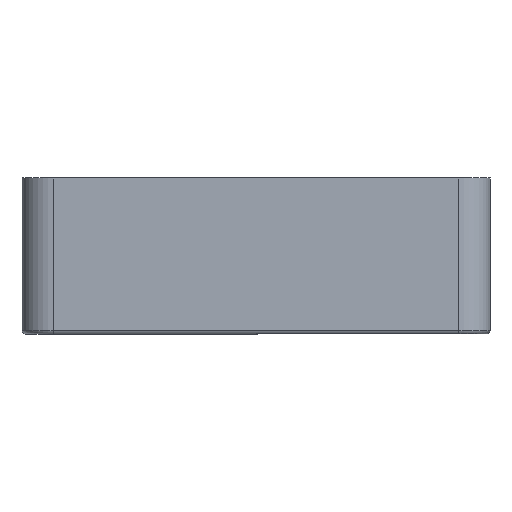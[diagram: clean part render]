
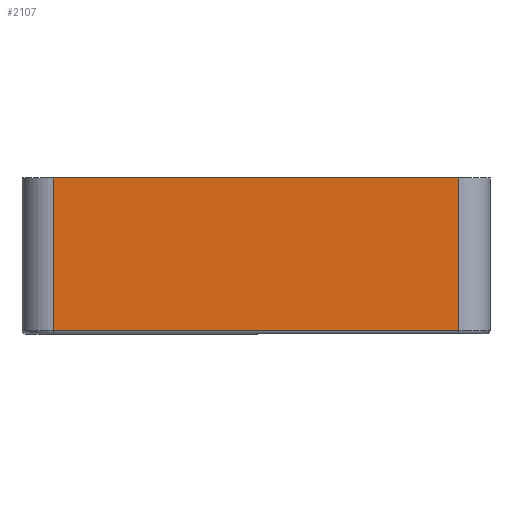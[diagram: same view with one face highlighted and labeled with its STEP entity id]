
A CAD part, front view. The second image highlights one B-rep face of the part: STEP entity #2107.
In plain terms, the highlighted planar face has unit normal (0, -1, 0).
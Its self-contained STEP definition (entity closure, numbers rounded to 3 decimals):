
#73 = PLANE('',#74);
#74 = AXIS2_PLACEMENT_3D('',#75,#76,#77);
#75 = CARTESIAN_POINT('',(0.,0.,40.));
#76 = DIRECTION('',(0.,0.,1.));
#77 = DIRECTION('',(1.,0.,0.));
#580 = VERTEX_POINT('',#581);
#581 = CARTESIAN_POINT('',(-52.,-80.,40.));
#600 = CYLINDRICAL_SURFACE('',#601,8.);
#601 = AXIS2_PLACEMENT_3D('',#602,#603,#604);
#602 = CARTESIAN_POINT('',(-52.,-72.,0.));
#603 = DIRECTION('',(0.,0.,-1.));
#604 = DIRECTION('',(1.,0.,0.));
#612 = EDGE_CURVE('',#613,#580,#615,.T.);
#613 = VERTEX_POINT('',#614);
#614 = CARTESIAN_POINT('',(52.,-80.,40.));
#615 = SURFACE_CURVE('',#616,(#620,#627),.PCURVE_S1.);
#616 = LINE('',#617,#618);
#617 = CARTESIAN_POINT('',(0.,-80.,40.));
#618 = VECTOR('',#619,1.);
#619 = DIRECTION('',(-1.,-0.,-0.));
#620 = PCURVE('',#73,#621);
#621 = DEFINITIONAL_REPRESENTATION('',(#622),#626);
#622 = LINE('',#623,#624);
#623 = CARTESIAN_POINT('',(0.,-80.));
#624 = VECTOR('',#625,1.);
#625 = DIRECTION('',(-1.,0.));
#626 = ( GEOMETRIC_REPRESENTATION_CONTEXT(2) 
PARAMETRIC_REPRESENTATION_CONTEXT() REPRESENTATION_CONTEXT('2D SPACE',''
  ) );
#627 = PCURVE('',#628,#633);
#628 = PLANE('',#629);
#629 = AXIS2_PLACEMENT_3D('',#630,#631,#632);
#630 = CARTESIAN_POINT('',(0.,-80.,20.));
#631 = DIRECTION('',(0.,-1.,0.));
#632 = DIRECTION('',(-1.,0.,0.));
#633 = DEFINITIONAL_REPRESENTATION('',(#634),#638);
#634 = LINE('',#635,#636);
#635 = CARTESIAN_POINT('',(0.,-20.));
#636 = VECTOR('',#637,1.);
#637 = DIRECTION('',(1.,0.));
#638 = ( GEOMETRIC_REPRESENTATION_CONTEXT(2) 
PARAMETRIC_REPRESENTATION_CONTEXT() REPRESENTATION_CONTEXT('2D SPACE',''
  ) );
#657 = CYLINDRICAL_SURFACE('',#658,8.);
#658 = AXIS2_PLACEMENT_3D('',#659,#660,#661);
#659 = CARTESIAN_POINT('',(52.,-72.,0.));
#660 = DIRECTION('',(0.,0.,-1.));
#661 = DIRECTION('',(-1.,0.,0.));
#1791 = CYLINDRICAL_SURFACE('',#1792,1.);
#1792 = AXIS2_PLACEMENT_3D('',#1793,#1794,#1795);
#1793 = CARTESIAN_POINT('',(52.,-79.,1.));
#1794 = DIRECTION('',(-1.,0.,0.));
#1795 = DIRECTION('',(0.,-1.,0.));
#2011 = EDGE_CURVE('',#2012,#613,#2014,.T.);
#2012 = VERTEX_POINT('',#2013);
#2013 = CARTESIAN_POINT('',(52.,-80.,1.));
#2014 = SURFACE_CURVE('',#2015,(#2019,#2026),.PCURVE_S1.);
#2015 = LINE('',#2016,#2017);
#2016 = CARTESIAN_POINT('',(52.,-80.,0.));
#2017 = VECTOR('',#2018,1.);
#2018 = DIRECTION('',(0.,0.,1.));
#2019 = PCURVE('',#657,#2020);
#2020 = DEFINITIONAL_REPRESENTATION('',(#2021),#2025);
#2021 = LINE('',#2022,#2023);
#2022 = CARTESIAN_POINT('',(-1.571,0.));
#2023 = VECTOR('',#2024,1.);
#2024 = DIRECTION('',(-0.,-1.));
#2025 = ( GEOMETRIC_REPRESENTATION_CONTEXT(2) 
PARAMETRIC_REPRESENTATION_CONTEXT() REPRESENTATION_CONTEXT('2D SPACE',''
  ) );
#2026 = PCURVE('',#628,#2027);
#2027 = DEFINITIONAL_REPRESENTATION('',(#2028),#2032);
#2028 = LINE('',#2029,#2030);
#2029 = CARTESIAN_POINT('',(-52.,20.));
#2030 = VECTOR('',#2031,1.);
#2031 = DIRECTION('',(0.,-1.));
#2032 = ( GEOMETRIC_REPRESENTATION_CONTEXT(2) 
PARAMETRIC_REPRESENTATION_CONTEXT() REPRESENTATION_CONTEXT('2D SPACE',''
  ) );
#2061 = EDGE_CURVE('',#2062,#580,#2064,.T.);
#2062 = VERTEX_POINT('',#2063);
#2063 = CARTESIAN_POINT('',(-52.,-80.,1.));
#2064 = SURFACE_CURVE('',#2065,(#2069,#2076),.PCURVE_S1.);
#2065 = LINE('',#2066,#2067);
#2066 = CARTESIAN_POINT('',(-52.,-80.,0.));
#2067 = VECTOR('',#2068,1.);
#2068 = DIRECTION('',(0.,0.,1.));
#2069 = PCURVE('',#600,#2070);
#2070 = DEFINITIONAL_REPRESENTATION('',(#2071),#2075);
#2071 = LINE('',#2072,#2073);
#2072 = CARTESIAN_POINT('',(1.571,0.));
#2073 = VECTOR('',#2074,1.);
#2074 = DIRECTION('',(0.,-1.));
#2075 = ( GEOMETRIC_REPRESENTATION_CONTEXT(2) 
PARAMETRIC_REPRESENTATION_CONTEXT() REPRESENTATION_CONTEXT('2D SPACE',''
  ) );
#2076 = PCURVE('',#628,#2077);
#2077 = DEFINITIONAL_REPRESENTATION('',(#2078),#2082);
#2078 = LINE('',#2079,#2080);
#2079 = CARTESIAN_POINT('',(52.,20.));
#2080 = VECTOR('',#2081,1.);
#2081 = DIRECTION('',(0.,-1.));
#2082 = ( GEOMETRIC_REPRESENTATION_CONTEXT(2) 
PARAMETRIC_REPRESENTATION_CONTEXT() REPRESENTATION_CONTEXT('2D SPACE',''
  ) );
#2107 = ADVANCED_FACE('',(#2108),#628,.T.);
#2108 = FACE_BOUND('',#2109,.T.);
#2109 = EDGE_LOOP('',(#2110,#2111,#2132,#2133));
#2110 = ORIENTED_EDGE('',*,*,#2061,.F.);
#2111 = ORIENTED_EDGE('',*,*,#2112,.F.);
#2112 = EDGE_CURVE('',#2012,#2062,#2113,.T.);
#2113 = SURFACE_CURVE('',#2114,(#2118,#2125),.PCURVE_S1.);
#2114 = LINE('',#2115,#2116);
#2115 = CARTESIAN_POINT('',(52.,-80.,1.));
#2116 = VECTOR('',#2117,1.);
#2117 = DIRECTION('',(-1.,0.,0.));
#2118 = PCURVE('',#628,#2119);
#2119 = DEFINITIONAL_REPRESENTATION('',(#2120),#2124);
#2120 = LINE('',#2121,#2122);
#2121 = CARTESIAN_POINT('',(-52.,19.));
#2122 = VECTOR('',#2123,1.);
#2123 = DIRECTION('',(1.,0.));
#2124 = ( GEOMETRIC_REPRESENTATION_CONTEXT(2) 
PARAMETRIC_REPRESENTATION_CONTEXT() REPRESENTATION_CONTEXT('2D SPACE',''
  ) );
#2125 = PCURVE('',#1791,#2126);
#2126 = DEFINITIONAL_REPRESENTATION('',(#2127),#2131);
#2127 = LINE('',#2128,#2129);
#2128 = CARTESIAN_POINT('',(-0.,0.));
#2129 = VECTOR('',#2130,1.);
#2130 = DIRECTION('',(-0.,1.));
#2131 = ( GEOMETRIC_REPRESENTATION_CONTEXT(2) 
PARAMETRIC_REPRESENTATION_CONTEXT() REPRESENTATION_CONTEXT('2D SPACE',''
  ) );
#2132 = ORIENTED_EDGE('',*,*,#2011,.T.);
#2133 = ORIENTED_EDGE('',*,*,#612,.T.);
